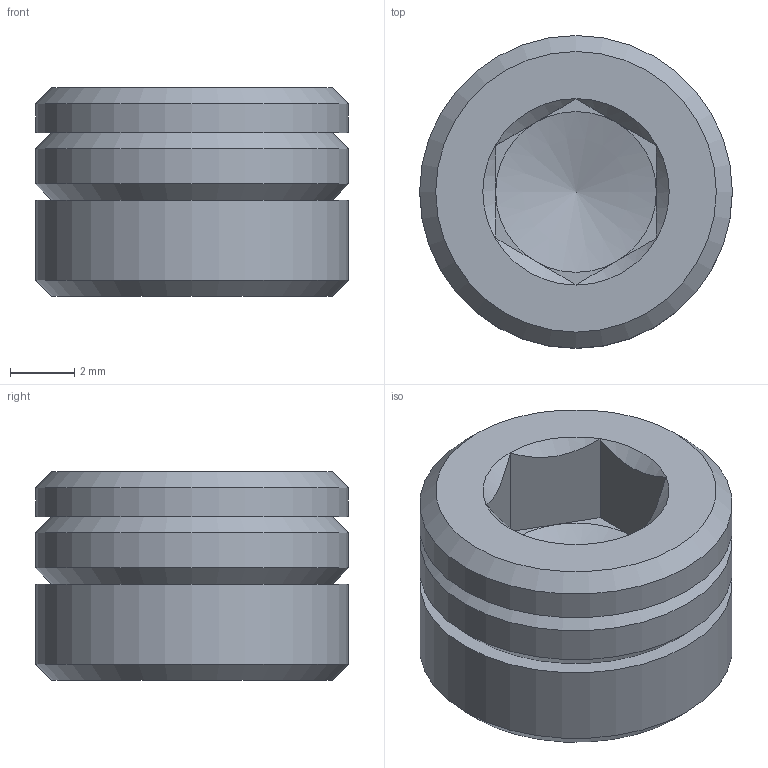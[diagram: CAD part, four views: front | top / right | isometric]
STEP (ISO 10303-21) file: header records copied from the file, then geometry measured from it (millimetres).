
FILE_DESCRIPTION(/* description */ ('STEP AP214'),/* implementation_level */ '2;1');
FILE_NAME(/* name */ '8108292_VAME-P18-BP-G18-P5',/* time_stamp */ '2024-09-16T07:28:00+02:00',/* author */ ('License CC BY-ND 4.0'),/* organization */ ('CADENAS'),/* preprocessor_version */ 'ST-DEVELOPER v19.3',/* originating_system */ 'PARTsolutions',/* authorisation */ ' ');
FILE_SCHEMA (('AUTOMOTIVE_DESIGN {1 0 10303 214 3 1 1}'));
Length unit declared in the file: millimetre
Products named in the file (2): 8108292 VAME-P18-BP-G18-P5; 116515 G1/8
Assembly tree (1 placements, depth 2):
  8108292 VAME-P18-BP-G18-P5
    116515 G1/8
Bounding box: 9.73 x 9.73 x 6.5 mm (x, y, z)
Volume: 398.1 mm3; surface area: 418.2 mm2
Topology: 1 solids, 1 shells, 25 faces, 52 edges, 31 vertices
Faces by surface type: plane 16, cone 6, cylinder 3
Full cylindrical faces by diameter (mm): 9.728 x3
Entity records: 826 total; most frequent: CARTESIAN_POINT 122, DIRECTION 106, ORIENTED_EDGE 82, AXIS2_PLACEMENT_3D 44, EDGE_CURVE 41, FACE_BOUND 37, EDGE_LOOP 36, VERTEX_POINT 30
